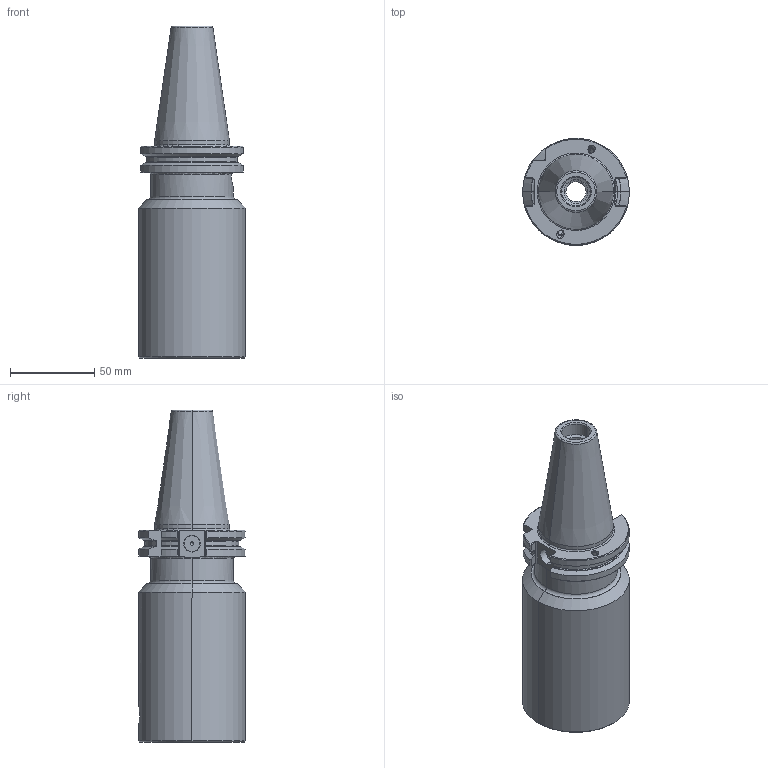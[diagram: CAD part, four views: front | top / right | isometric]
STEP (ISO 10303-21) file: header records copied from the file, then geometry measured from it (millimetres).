
FILE_DESCRIPTION(('no description'),'unknown implementation level');
FILE_NAME('FBD48725-12C5-4E53-98F6-DDF4E210063A_export.stp',' ',('CIMSOURCE GmbH'),('CADClick - KiM GmbH - www.kimweb.de'),'unknown preprocess','ACIS','unknown authorization');
FILE_SCHEMA(('automotive_design'));
Length unit declared in the file: millimetre
Products named in the file (2): 326.064 Kaiser SK40 VB X CKS6 X 160B|690.436 Kaiser ETL M12 X 18 CK6;Schnitt-Linear austragen2; 326.064 Kaiser SK40 VB X CKS6 X 160B|326.064 Kaiser SK40 VB X CKS6 X 160B;Rotation2
Bounding box: 63.5 x 63.5 x 197.25 mm (x, y, z)
Volume: 357438.1 mm3; surface area: 54196.9 mm2
Topology: 2 solids, 2 shells, 210 faces, 513 edges, 315 vertices
Faces by surface type: plane 73, cylinder 63, cone 54, torus 20
Entity records: 12409 total; most frequent: CARTESIAN_POINT 1648, DIRECTION 1046, STYLED_ITEM 1036, PRESENTATION_STYLE_ASSIGNMENT 1036, COLOUR_RGB 1036, ORIENTED_EDGE 1018, EDGE_CURVE 509, CURVE_STYLE 509
